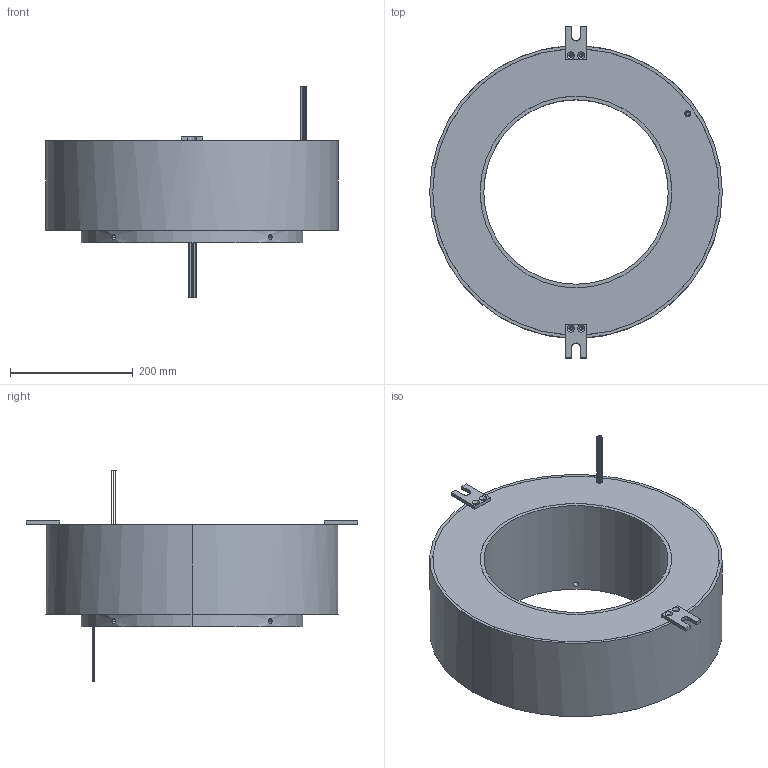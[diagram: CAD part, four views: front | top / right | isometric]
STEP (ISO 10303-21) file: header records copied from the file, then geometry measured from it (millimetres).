
FILE_DESCRIPTION (( 'STEP AP203' ), '1' );
FILE_NAME ('RT300476-P0610.STEP', '2020-08-19T08:50:10', ( 'gongcheng1' ), ( '' ), 'SwSTEP 2.0', 'SolidWorks 2014', '' );
FILE_SCHEMA (( 'CONFIG_CONTROL_DESIGN' ));
Length unit declared in the file: millimetre
Products named in the file (1): RT300476-P0610
Bounding box: 476 x 540 x 343 mm (x, y, z)
Volume: 16295211.6 mm3; surface area: 667395.8 mm2
Topology: 1 solids, 1 shells, 127 faces, 299 edges, 186 vertices
Faces by surface type: cylinder 67, plane 44, cone 16
Entity records: 4212 total; most frequent: CARTESIAN_POINT 1133, DIRECTION 669, ORIENTED_EDGE 582, EDGE_CURVE 291, AXIS2_PLACEMENT_3D 266, VERTEX_POINT 186, EDGE_LOOP 161, CIRCLE 138
